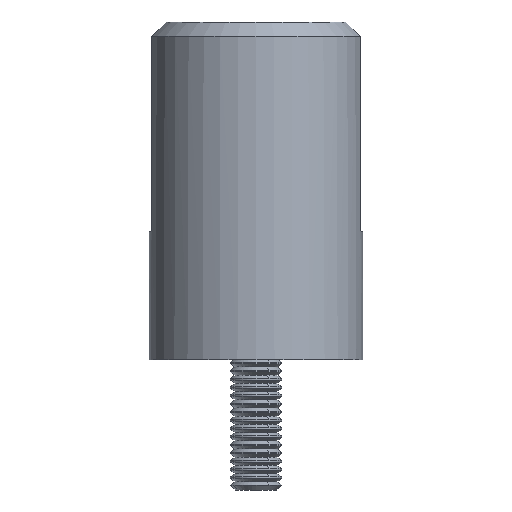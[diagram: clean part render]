
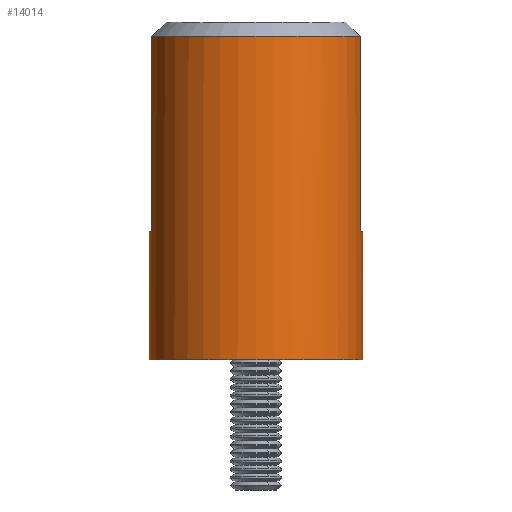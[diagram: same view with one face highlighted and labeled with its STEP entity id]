
A CAD part, front view. The second image highlights one B-rep face of the part: STEP entity #14014.
In plain terms, the highlighted cylindrical face has radius 12.5 mm (diameter 25 mm), a partial arc.
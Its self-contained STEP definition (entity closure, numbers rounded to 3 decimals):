
#371 = VERTEX_POINT ( 'NONE', #9189 ) ;
#512 = ORIENTED_EDGE ( 'NONE', *, *, #2360, .T. ) ;
#880 = DIRECTION ( 'NONE',  ( 0., 0., 1. ) ) ;
#1180 = CARTESIAN_POINT ( 'NONE',  ( 0., 0., 0. ) ) ;
#1313 = CARTESIAN_POINT ( 'NONE',  ( 12.259, -2.445, 15.237 ) ) ;
#1330 = DIRECTION ( 'NONE',  ( -1., 0., 0. ) ) ;
#1341 = VECTOR ( 'NONE', #25893, 1000. ) ;
#1537 = DIRECTION ( 'NONE',  ( 1., 0., 0. ) ) ;
#2360 = EDGE_CURVE ( 'NONE', #10602, #23405, #9630, .T. ) ;
#2794 = CARTESIAN_POINT ( 'NONE',  ( -12.339, -2., 15. ) ) ;
#3107 = DIRECTION ( 'NONE',  ( 1., 0., 0. ) ) ;
#3152 = CARTESIAN_POINT ( 'NONE',  ( 12.318, -2.131, 15. ) ) ;
#3286 = EDGE_CURVE ( 'NONE', #10602, #26296, #12155, .T. ) ;
#3663 = ORIENTED_EDGE ( 'NONE', *, *, #7044, .T. ) ;
#5277 = CARTESIAN_POINT ( 'NONE',  ( 12.247, -2.5, 15.367 ) ) ;
#5883 = CIRCLE ( 'NONE', #25051, 12.5 ) ;
#6299 = LINE ( 'NONE', #21218, #6594 ) ;
#6351 = VECTOR ( 'NONE', #8337, 1000. ) ;
#6471 = CARTESIAN_POINT ( 'NONE',  ( -12.247, -2.5, 39.6 ) ) ;
#6594 = VECTOR ( 'NONE', #26004, 1000. ) ;
#7044 = EDGE_CURVE ( 'NONE', #13071, #23669, #23114, .T. ) ;
#7078 = CARTESIAN_POINT ( 'NONE',  ( 12.5, 0., 15. ) ) ;
#7311 = CARTESIAN_POINT ( 'NONE',  ( -12.294, -2.26, 15.054 ) ) ;
#8035 = AXIS2_PLACEMENT_3D ( 'NONE', #1180, #22110, #3107 ) ;
#8137 = EDGE_LOOP ( 'NONE', ( #13237, #22032, #25156, #27014, #512, #21780, #11839, #3663, #13358, #14821 ) ) ;
#8337 = DIRECTION ( 'NONE',  ( 0., 0., -1. ) ) ;
#8956 = CARTESIAN_POINT ( 'NONE',  ( 0., 0., 15. ) ) ;
#9189 = CARTESIAN_POINT ( 'NONE',  ( -12.5, 0., 0. ) ) ;
#9217 = AXIS2_PLACEMENT_3D ( 'NONE', #17943, #24402, #1537 ) ;
#9248 = DIRECTION ( 'NONE',  ( 0., 0., 1. ) ) ;
#9476 = CARTESIAN_POINT ( 'NONE',  ( -12.247, -2.5, 15.5 ) ) ;
#9630 = B_SPLINE_CURVE_WITH_KNOTS ( 'NONE', 3,
 ( #20019, #3152, #15818, #1313, #5277, #17728 ),
 .UNSPECIFIED., .F., .F.,
 ( 4, 2, 4 ),
 ( 0., 0., 0.001 ),
 .UNSPECIFIED. ) ;
#10136 = CARTESIAN_POINT ( 'NONE',  ( 12.339, -2., 15. ) ) ;
#10602 = VERTEX_POINT ( 'NONE', #10136 ) ;
#11586 = AXIS2_PLACEMENT_3D ( 'NONE', #11733, #20313, #1330 ) ;
#11733 = CARTESIAN_POINT ( 'NONE',  ( 0., 0., 37.9 ) ) ;
#11839 = ORIENTED_EDGE ( 'NONE', *, *, #12897, .T. ) ;
#12155 = CIRCLE ( 'NONE', #9217, 12.5 ) ;
#12815 = EDGE_CURVE ( 'NONE', #23669, #25925, #16657, .T. ) ;
#12897 = EDGE_CURVE ( 'NONE', #13130, #13071, #16431, .T. ) ;
#13071 = VERTEX_POINT ( 'NONE', #23417 ) ;
#13130 = VERTEX_POINT ( 'NONE', #22036 ) ;
#13237 = ORIENTED_EDGE ( 'NONE', *, *, #20595, .F. ) ;
#13275 = CARTESIAN_POINT ( 'NONE',  ( -12.5, 0., 15. ) ) ;
#13358 = ORIENTED_EDGE ( 'NONE', *, *, #12815, .T. ) ;
#13500 = CARTESIAN_POINT ( 'NONE',  ( -12.259, -2.445, 15.237 ) ) ;
#13766 = CIRCLE ( 'NONE', #8035, 12.5 ) ;
#13909 = VERTEX_POINT ( 'NONE', #16723 ) ;
#14014 = ADVANCED_FACE ( 'NONE', ( #22767 ), #18128, .T. ) ;
#14821 = ORIENTED_EDGE ( 'NONE', *, *, #22004, .F. ) ;
#14857 = EDGE_CURVE ( 'NONE', #13130, #23405, #6299, .T. ) ;
#15252 = CARTESIAN_POINT ( 'NONE',  ( 12.5, 0., 15. ) ) ;
#15567 = DIRECTION ( 'NONE',  ( 1., 0., 0. ) ) ;
#15733 = CARTESIAN_POINT ( 'NONE',  ( -12.247, -2.5, 15.367 ) ) ;
#15818 = CARTESIAN_POINT ( 'NONE',  ( 12.294, -2.26, 15.053 ) ) ;
#16431 = CIRCLE ( 'NONE', #11586, 12.5 ) ;
#16657 = B_SPLINE_CURVE_WITH_KNOTS ( 'NONE', 3,
 ( #21789, #15733, #13500, #7311, #23925, #2794 ),
 .UNSPECIFIED., .F., .F.,
 ( 4, 2, 4 ),
 ( 0., 0., 0.001 ),
 .UNSPECIFIED. ) ;
#16723 = CARTESIAN_POINT ( 'NONE',  ( 12.5, 0., 0. ) ) ;
#17146 = VERTEX_POINT ( 'NONE', #13275 ) ;
#17728 = CARTESIAN_POINT ( 'NONE',  ( 12.247, -2.5, 15.5 ) ) ;
#17943 = CARTESIAN_POINT ( 'NONE',  ( 0., 0., 15. ) ) ;
#18128 = CYLINDRICAL_SURFACE ( 'NONE', #27184, 12.5 ) ;
#20019 = CARTESIAN_POINT ( 'NONE',  ( 12.339, -2., 15. ) ) ;
#20313 = DIRECTION ( 'NONE',  ( 0., 0., -1. ) ) ;
#20595 = EDGE_CURVE ( 'NONE', #371, #17146, #23470, .T. ) ;
#21218 = CARTESIAN_POINT ( 'NONE',  ( 12.247, -2.5, 39.6 ) ) ;
#21329 = CARTESIAN_POINT ( 'NONE',  ( 12.247, -2.5, 15.5 ) ) ;
#21689 = CARTESIAN_POINT ( 'NONE',  ( -12.339, -2., 15. ) ) ;
#21780 = ORIENTED_EDGE ( 'NONE', *, *, #14857, .F. ) ;
#21789 = CARTESIAN_POINT ( 'NONE',  ( -12.247, -2.5, 15.5 ) ) ;
#21833 = VECTOR ( 'NONE', #25090, 1000. ) ;
#21912 = CARTESIAN_POINT ( 'NONE',  ( 0., 0., 15. ) ) ;
#22004 = EDGE_CURVE ( 'NONE', #17146, #25925, #5883, .T. ) ;
#22032 = ORIENTED_EDGE ( 'NONE', *, *, #25396, .T. ) ;
#22036 = CARTESIAN_POINT ( 'NONE',  ( 12.247, -2.5, 37.9 ) ) ;
#22110 = DIRECTION ( 'NONE',  ( 0., 0., 1. ) ) ;
#22767 = FACE_OUTER_BOUND ( 'NONE', #8137, .T. ) ;
#23114 = LINE ( 'NONE', #6471, #6351 ) ;
#23405 = VERTEX_POINT ( 'NONE', #21329 ) ;
#23417 = CARTESIAN_POINT ( 'NONE',  ( -12.247, -2.5, 37.9 ) ) ;
#23470 = LINE ( 'NONE', #24727, #21833 ) ;
#23669 = VERTEX_POINT ( 'NONE', #9476 ) ;
#23925 = CARTESIAN_POINT ( 'NONE',  ( -12.318, -2.131, 15. ) ) ;
#24402 = DIRECTION ( 'NONE',  ( 0., 0., 1. ) ) ;
#24635 = EDGE_CURVE ( 'NONE', #13909, #26296, #25644, .T. ) ;
#24727 = CARTESIAN_POINT ( 'NONE',  ( -12.5, 0., 15. ) ) ;
#25051 = AXIS2_PLACEMENT_3D ( 'NONE', #8956, #880, #15567 ) ;
#25090 = DIRECTION ( 'NONE',  ( 0., 0., 1. ) ) ;
#25156 = ORIENTED_EDGE ( 'NONE', *, *, #24635, .T. ) ;
#25396 = EDGE_CURVE ( 'NONE', #371, #13909, #13766, .T. ) ;
#25644 = LINE ( 'NONE', #7078, #1341 ) ;
#25893 = DIRECTION ( 'NONE',  ( 0., 0., 1. ) ) ;
#25925 = VERTEX_POINT ( 'NONE', #21689 ) ;
#26004 = DIRECTION ( 'NONE',  ( 0., 0., -1. ) ) ;
#26296 = VERTEX_POINT ( 'NONE', #15252 ) ;
#26346 = DIRECTION ( 'NONE',  ( 1., 0., 0. ) ) ;
#27014 = ORIENTED_EDGE ( 'NONE', *, *, #3286, .F. ) ;
#27184 = AXIS2_PLACEMENT_3D ( 'NONE', #21912, #9248, #26346 ) ;
